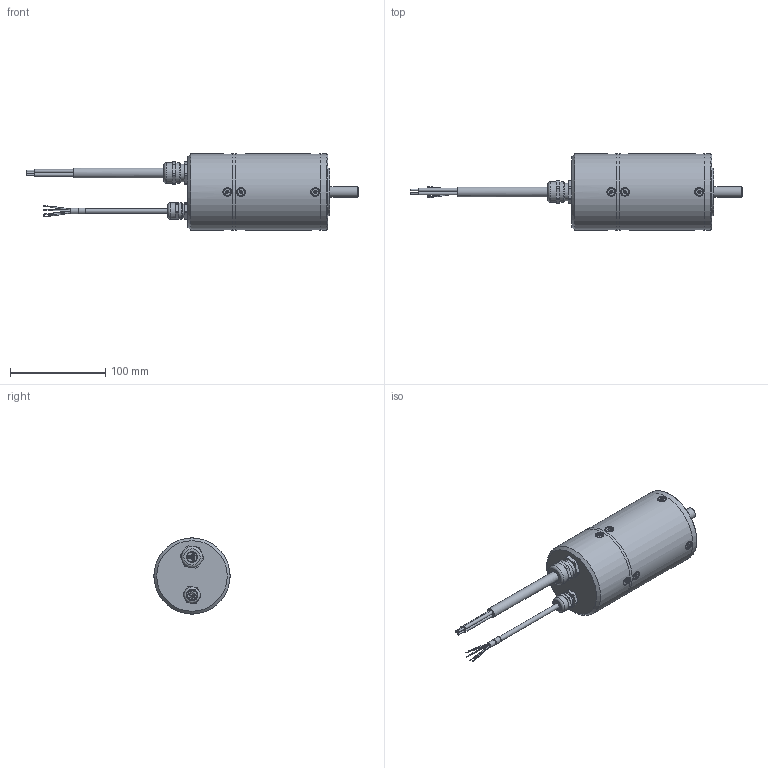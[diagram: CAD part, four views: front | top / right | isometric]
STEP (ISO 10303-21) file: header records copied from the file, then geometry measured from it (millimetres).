
FILE_DESCRIPTION (( 'STEP AP203' ), '1' );
FILE_NAME ('HSM7130.STEP', '2019-11-19T06:18:19', ( '' ), ( '' ), 'SwSTEP 2.0', 'SolidWorks 2019', '' );
FILE_SCHEMA (( 'CONFIG_CONTROL_DESIGN' ));
Length unit declared in the file: millimetre
Products named in the file (1): HSM7130
Bounding box: 349 x 80 x 80 mm (x, y, z)
Volume: 769346.4 mm3; surface area: 59356.3 mm2
Topology: 1 solids, 1 shells, 667 faces, 1480 edges, 878 vertices
Faces by surface type: plane 424, cylinder 150, cone 90, torus 3
Full cylindrical faces by diameter (mm): 0.5 x7, 1 x7, 1.8 x3, 3.5 x3, 4.2 x4, 5.1 x1, 5.5 x1, 6 x1, 7.4 x12, 10.4 x1, 11 x2, 13 x1, 14 x1, 17 x2, 18.4 x1, 22 x2, 50 x1, 79.994 x2, 80 x2
Entity records: 18405 total; most frequent: CARTESIAN_POINT 4394, DIRECTION 2882, ORIENTED_EDGE 2732, EDGE_CURVE 1366, AXIS2_PLACEMENT_3D 1083, VERTEX_POINT 842, EDGE_LOOP 808, FACE_OUTER_BOUND 724
